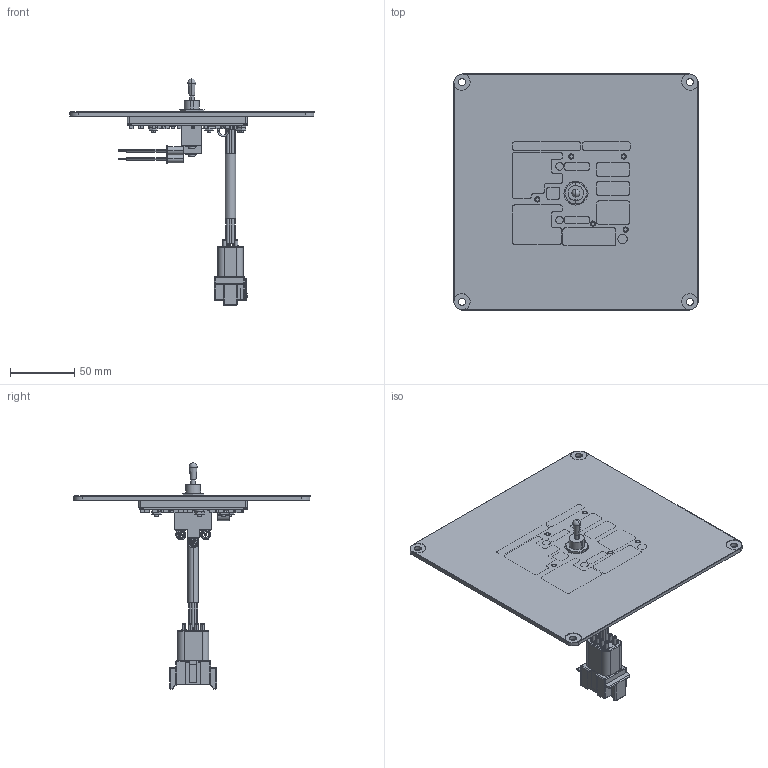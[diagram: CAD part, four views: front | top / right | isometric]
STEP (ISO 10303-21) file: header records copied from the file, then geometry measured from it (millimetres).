
FILE_DESCRIPTION((''),'2;1');
FILE_NAME('3050704_ASM','2022-08-31T',('psmith'),(''),'PRO/ENGINEER BY PARAMETRIC TECHNOLOGY CORPORATION, 2012360','PRO/ENGINEER BY PARAMETRIC TECHNOLOGY CORPORATION, 2012360','');
FILE_SCHEMA(('CONFIG_CONTROL_DESIGN'));
Length unit declared in the file: inch
Products named in the file (23): 3103176-01; 4050902; 3006218-01; 4070158_AF0; ZPCB-PUMP-SHIFT_AF0_ASM; ZPLUG-FOR-4090158; 4080158A_ASM; 4012023; 4008047; 4008048; 4008094; 4007028; 4008134; 4012010-0; Z4007028-SCREWS; 4008080; 4090158A_ASM; 4050889; 4050907; Z000-15-32-HEX-HONEY; 4012079; 3103178; 3050704_ASM
Assembly tree (46 placements, depth 5):
  3050704_ASM
    3103176-01
    4050902  x5
    3006218-01
    4090158A_ASM
      4080158A_ASM
        ZPCB-PUMP-SHIFT_AF0_ASM
          4070158_AF0
        ZPLUG-FOR-4090158
      4012023
      4008047
      4008048
      4008094  x7
      4007028
      4008134  x3
      4012010-0  x3
      Z4007028-SCREWS  x3
      4008080
    4050889  x5
    4050907  x5
    Z000-15-32-HEX-HONEY
    4012079
    3103178
Bounding box: 190.59 x 184.25 x 176.52 mm (x, y, z)
Volume: 175159.7 mm3; surface area: 194161.8 mm2
Topology: 178 solids, 178 shells, 2820 faces, 10243 edges, 10750 vertices
Faces by surface type: plane 1693, cylinder 519, extrusion 267, cone 170, torus 126, bspline 35, sphere 10
Entity records: 91310 total; most frequent: CARTESIAN_POINT 26670, DIRECTION 12541, ORIENTED_EDGE 11118, VECTOR 6369, LINE 6102, EDGE_CURVE 5559, VERTEX_POINT 3666, AXIS2_PLACEMENT_3D 3086
